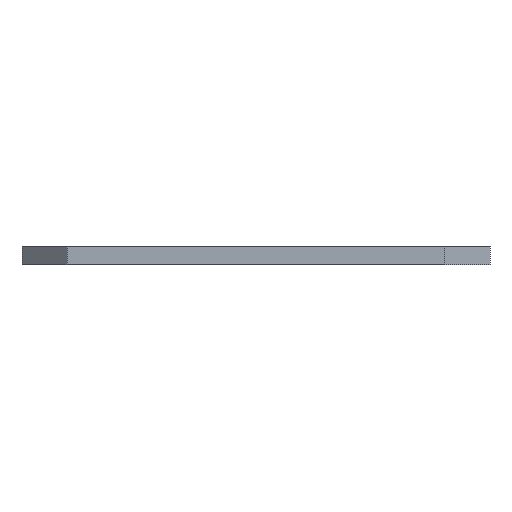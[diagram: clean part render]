
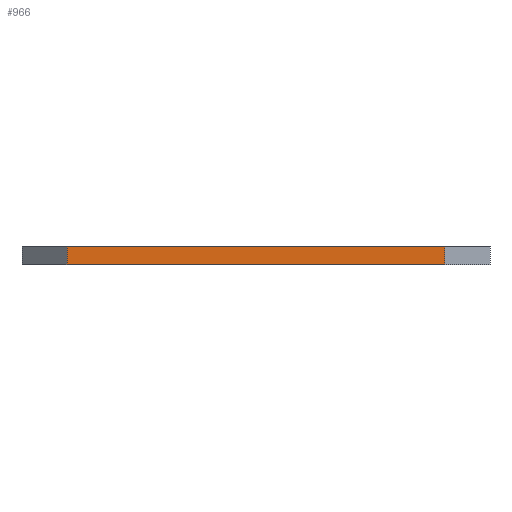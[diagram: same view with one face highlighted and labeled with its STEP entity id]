
A CAD part, left-side view. The second image highlights one B-rep face of the part: STEP entity #966.
In plain terms, the highlighted planar face has unit normal (-1, 0, 0).
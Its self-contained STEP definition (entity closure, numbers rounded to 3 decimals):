
#39 = VECTOR ( 'NONE', #208, 1000. ) ;
#130 = ORIENTED_EDGE ( 'NONE', *, *, #1644, .F. ) ;
#167 = CARTESIAN_POINT ( 'NONE',  ( 0., -21., 0. ) ) ;
#208 = DIRECTION ( 'NONE',  ( 0., 0., -1. ) ) ;
#279 = ORIENTED_EDGE ( 'NONE', *, *, #433, .F. ) ;
#293 = FACE_OUTER_BOUND ( 'NONE', #792, .T. ) ;
#433 = EDGE_CURVE ( 'NONE', #1301, #1060, #497, .T. ) ;
#435 = LINE ( 'NONE', #1804, #39 ) ;
#476 = DIRECTION ( 'NONE',  ( 0., 0., -1. ) ) ;
#497 = LINE ( 'NONE', #1754, #1228 ) ;
#513 = VECTOR ( 'NONE', #476, 1000. ) ;
#531 = VERTEX_POINT ( 'NONE', #995 ) ;
#532 = CARTESIAN_POINT ( 'NONE',  ( 0., 21., 2. ) ) ;
#671 = VERTEX_POINT ( 'NONE', #167 ) ;
#674 = DIRECTION ( 'NONE',  ( 0., 1., 0. ) ) ;
#675 = EDGE_CURVE ( 'NONE', #531, #671, #912, .T. ) ;
#739 = CARTESIAN_POINT ( 'NONE',  ( 0., 21., 0. ) ) ;
#792 = EDGE_LOOP ( 'NONE', ( #1185, #130, #279, #1162 ) ) ;
#800 = CARTESIAN_POINT ( 'NONE',  ( 0., -21., 2. ) ) ;
#875 = EDGE_CURVE ( 'NONE', #1301, #531, #435, .T. ) ;
#877 = CARTESIAN_POINT ( 'NONE',  ( 0., 21., 2. ) ) ;
#912 = LINE ( 'NONE', #739, #1294 ) ;
#966 = ADVANCED_FACE ( 'NONE', ( #293 ), #1829, .F. ) ;
#995 = CARTESIAN_POINT ( 'NONE',  ( 0., 21., 0. ) ) ;
#1060 = VERTEX_POINT ( 'NONE', #800 ) ;
#1162 = ORIENTED_EDGE ( 'NONE', *, *, #875, .T. ) ;
#1185 = ORIENTED_EDGE ( 'NONE', *, *, #675, .T. ) ;
#1228 = VECTOR ( 'NONE', #1611, 1000. ) ;
#1294 = VECTOR ( 'NONE', #1752, 1000. ) ;
#1296 = AXIS2_PLACEMENT_3D ( 'NONE', #532, #1548, #674 ) ;
#1301 = VERTEX_POINT ( 'NONE', #877 ) ;
#1380 = LINE ( 'NONE', #1639, #513 ) ;
#1548 = DIRECTION ( 'NONE',  ( 1., 0., 0. ) ) ;
#1611 = DIRECTION ( 'NONE',  ( 0., -1., 0. ) ) ;
#1639 = CARTESIAN_POINT ( 'NONE',  ( 0., -21., 2. ) ) ;
#1644 = EDGE_CURVE ( 'NONE', #1060, #671, #1380, .T. ) ;
#1752 = DIRECTION ( 'NONE',  ( 0., -1., 0. ) ) ;
#1754 = CARTESIAN_POINT ( 'NONE',  ( 0., 21., 2. ) ) ;
#1804 = CARTESIAN_POINT ( 'NONE',  ( 0., 21., 2. ) ) ;
#1829 = PLANE ( 'NONE',  #1296 ) ;
